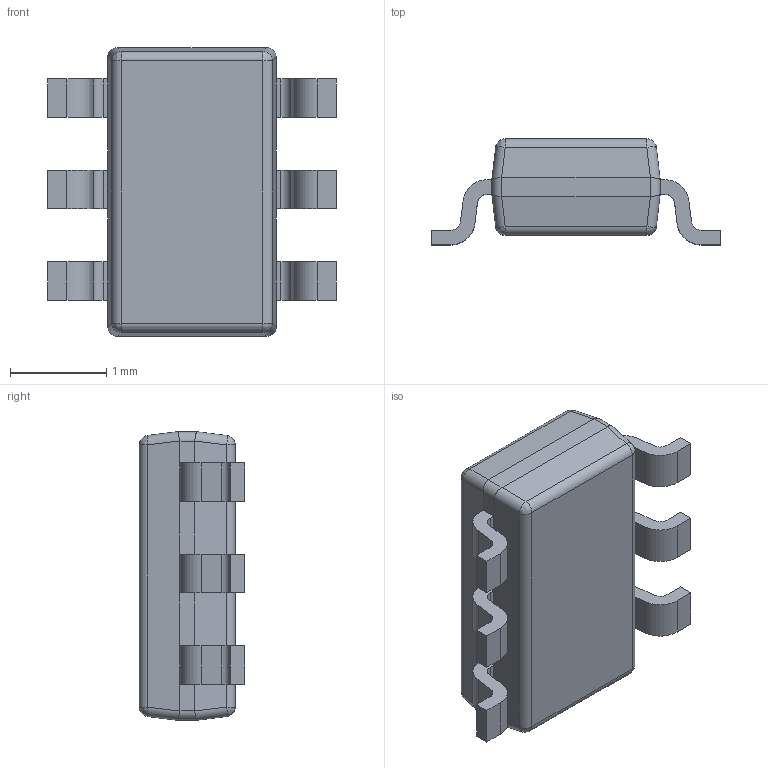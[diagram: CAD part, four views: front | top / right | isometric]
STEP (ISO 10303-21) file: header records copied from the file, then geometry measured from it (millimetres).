
FILE_DESCRIPTION (( 'STEP AP214' ), '1' );
FILE_NAME ('7952A2A5-6F4A-4250-A6FF-4B2B1C742B2E.STEP', '2024-08-02T09:52:32', ( '' ), ( '' ), 'SwSTEP 2.0', 'SolidWorks 2022', '' );
FILE_SCHEMA (( 'AUTOMOTIVE_DESIGN' ));
Length unit declared in the file: millimetre
Products named in the file (1): 7952A2A5-6F4A-4250-A6FF-4B2B1C742B2E
Bounding box: 3 x 1.1 x 3 mm (x, y, z)
Volume: 5.4 mm3; surface area: 24.7 mm2
Topology: 1 solids, 1 shells, 128 faces, 330 edges, 203 vertices
Faces by surface type: plane 74, cylinder 44, bspline 10
Entity records: 4940 total; most frequent: CARTESIAN_POINT 978, ORIENTED_EDGE 656, DIRECTION 618, EDGE_CURVE 328, LINE 228, VECTOR 228, VERTEX_POINT 203, AXIS2_PLACEMENT_3D 195
